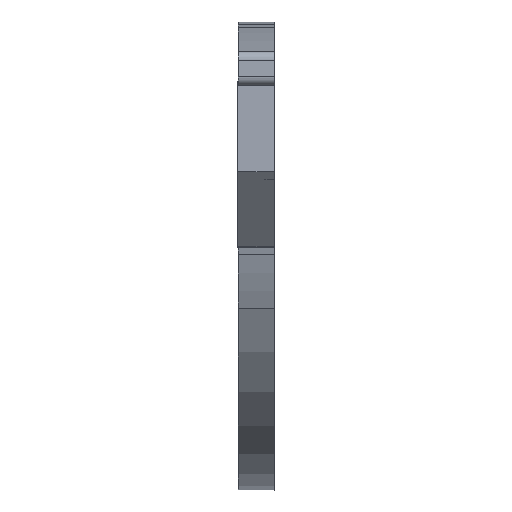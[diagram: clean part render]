
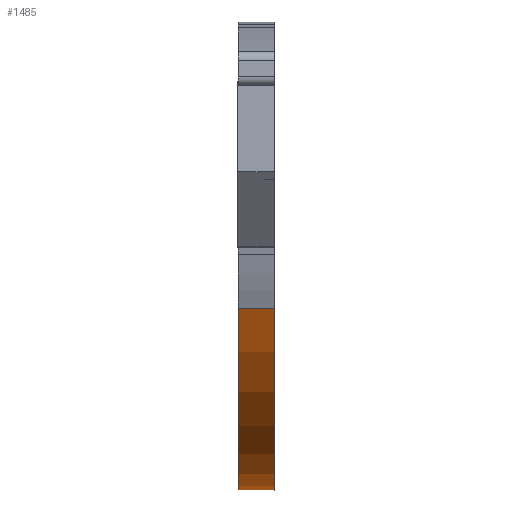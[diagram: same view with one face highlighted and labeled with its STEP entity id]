
A CAD part, left-side view. The second image highlights one B-rep face of the part: STEP entity #1485.
In plain terms, the highlighted cylindrical face has radius 314.789 mm (diameter 629.578 mm), a partial arc.
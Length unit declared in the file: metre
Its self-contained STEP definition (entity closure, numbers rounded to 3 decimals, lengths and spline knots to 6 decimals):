
#77=LINE('',#7200,#195);
#195=VECTOR('',#1805,1.);
#313=CIRCLE('',#1600,0.314789);
#314=CIRCLE('',#1601,0.314789);
#372=CYLINDRICAL_SURFACE('',#1599,0.314789);
#464=ORIENTED_EDGE('',*,*,#912,.T.);
#465=ORIENTED_EDGE('',*,*,#911,.T.);
#466=ORIENTED_EDGE('',*,*,#913,.F.);
#467=ORIENTED_EDGE('',*,*,#914,.F.);
#911=EDGE_CURVE('',#1125,#1128,#77,.T.);
#912=EDGE_CURVE('',#1129,#1125,#313,.T.);
#913=EDGE_CURVE('',#1130,#1128,#314,.T.);
#914=EDGE_CURVE('',#1129,#1130,#1250,.F.);
#1125=VERTEX_POINT('',#7191);
#1128=VERTEX_POINT('',#7199);
#1129=VERTEX_POINT('',#7203);
#1130=VERTEX_POINT('',#7205);
#1250=B_SPLINE_CURVE_WITH_KNOTS('',3,(#7206,#7207,#7208,#7209),
 .UNSPECIFIED.,.F.,.F.,(4,4),(0.,1.),.UNSPECIFIED.);
#1296=EDGE_LOOP('',(#464,#465,#466,#467));
#1385=FACE_BOUND('',#1296,.T.);
#1485=ADVANCED_FACE('',(#1385),#372,.T.);
#1599=AXIS2_PLACEMENT_3D('',#7201,#1806,#1807);
#1600=AXIS2_PLACEMENT_3D('',#7202,#1808,#1809);
#1601=AXIS2_PLACEMENT_3D('',#7204,#1810,#1811);
#1805=DIRECTION('',(0.,1.,0.));
#1806=DIRECTION('',(0.,1.,0.));
#1807=DIRECTION('',(0.,0.,1.));
#1808=DIRECTION('',(0.,1.,0.));
#1809=DIRECTION('',(-0.515,0.,-0.857));
#1810=DIRECTION('',(0.,1.,0.));
#1811=DIRECTION('',(-0.515,0.,-0.857));
#7191=CARTESIAN_POINT('',(0.515073,3.539508,0.699615));
#7199=CARTESIAN_POINT('',(0.515073,3.579508,0.699615));
#7200=CARTESIAN_POINT('',(0.515073,3.579508,0.699615));
#7201=CARTESIAN_POINT('',(0.809479,3.539508,0.814778));
#7202=CARTESIAN_POINT('',(0.809479,3.539508,0.814778));
#7203=CARTESIAN_POINT('',(0.811899,3.539509,0.500053));
#7204=CARTESIAN_POINT('',(0.809479,3.579508,0.814778));
#7205=CARTESIAN_POINT('',(0.811899,3.579509,0.500053));
#7206=CARTESIAN_POINT('',(0.8119,3.579509,0.499999));
#7207=CARTESIAN_POINT('',(0.8119,3.566175,0.499999));
#7208=CARTESIAN_POINT('',(0.8119,3.552842,0.499999));
#7209=CARTESIAN_POINT('',(0.8119,3.539509,0.499999));
